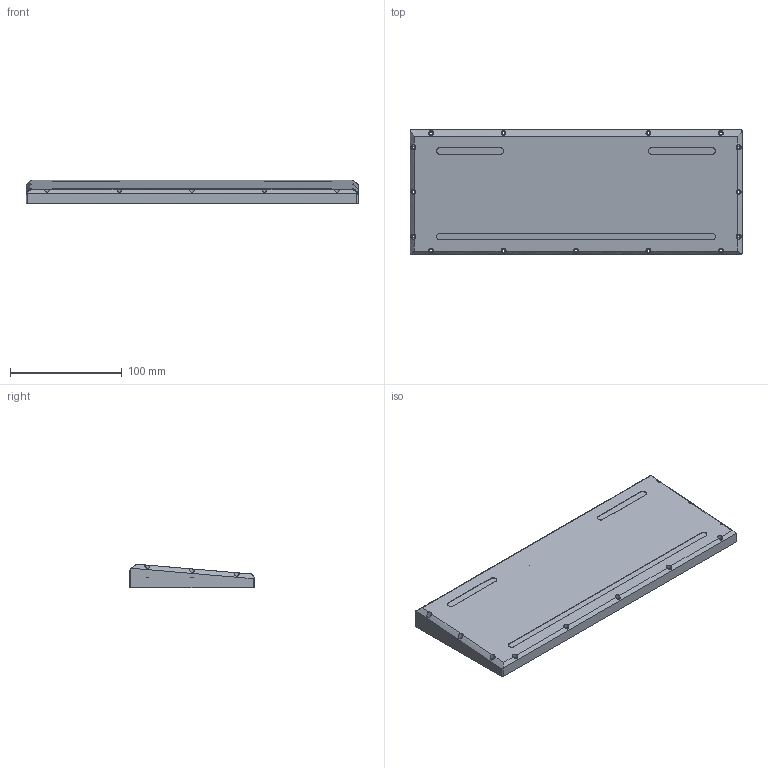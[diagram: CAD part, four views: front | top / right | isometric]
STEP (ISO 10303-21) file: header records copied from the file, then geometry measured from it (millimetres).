
FILE_DESCRIPTION(/* description */ (''),/* implementation_level */ '2;1');
FILE_NAME(/* name */ 'BOT_MID.step',/* time_stamp */ '2022-09-10T15:23:36-04:00',/* author */ (''),/* organization */ (''),/* preprocessor_version */ 'ST-DEVELOPER v19',/* originating_system */ 'Autodesk Translation Framework v11.7.0.108',/* authorisation */ '');
FILE_SCHEMA (('AUTOMOTIVE_DESIGN { 1 0 10303 214 3 1 1 }'));
Length unit declared in the file: millimetre
Products named in the file (2): tst; MID+BOT
Assembly tree (1 placements, depth 2):
  tst
    MID+BOT
Bounding box: 297.75 x 111.44 x 21.18 mm (x, y, z)
Volume: 184083.4 mm3; surface area: 93418.3 mm2
Topology: 1 solids, 1 shells, 167 faces, 460 edges, 308 vertices
Faces by surface type: plane 83, cylinder 80, bspline 4
Full cylindrical faces by diameter (mm): 2.5 x15, 3.2 x2, 4.5 x15, 5 x2
Entity records: 6538 total; most frequent: CARTESIAN_POINT 2115, ORIENTED_EDGE 920, DIRECTION 899, EDGE_CURVE 460, AXIS2_PLACEMENT_3D 326, VERTEX_POINT 308, LINE 247, VECTOR 247
